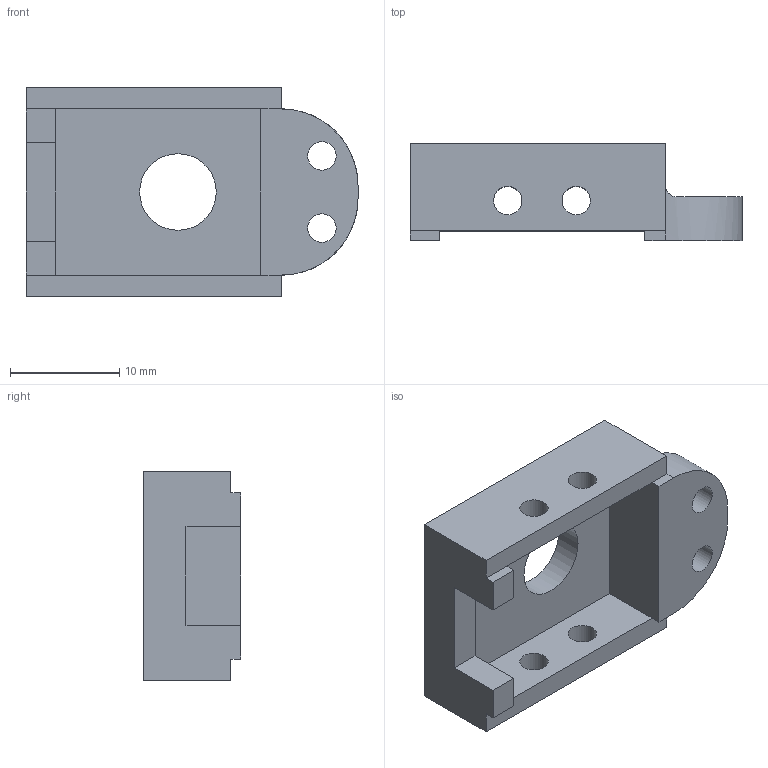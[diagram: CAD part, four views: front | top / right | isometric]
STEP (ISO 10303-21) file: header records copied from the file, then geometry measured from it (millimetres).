
FILE_DESCRIPTION(/* description */ (''),/* implementation_level */ '2;1');
FILE_NAME(/* name */ 'BracePotHolderV5.ipt.stp',/* time_stamp */ '2021-06-20T10:01:34-05:00',/* author */ ('svale'),/* organization */ (''),/* preprocessor_version */ 'ST-DEVELOPER v18.1',/* originating_system */ 'Autodesk Inventor 2021',/* authorisation */ '');
FILE_SCHEMA (('AUTOMOTIVE_DESIGN { 1 0 10303 214 3 1 1 }'));
Length unit declared in the file: millimetre
Products named in the file (1): BracePotHolderV5
Bounding box: 30.37 x 8.9 x 19.2 mm (x, y, z)
Volume: 2124.2 mm3; surface area: 2193.9 mm2
Topology: 1 solids, 1 shells, 34 faces, 108 edges, 87 vertices
Faces by surface type: plane 24, cylinder 10
Full cylindrical faces by diameter (mm): 2.6 x6, 7 x1
Entity records: 1251 total; most frequent: CARTESIAN_POINT 235, ORIENTED_EDGE 190, DIRECTION 190, EDGE_CURVE 95, LINE 70, VECTOR 70, VERTEX_POINT 63, AXIS2_PLACEMENT_3D 60
